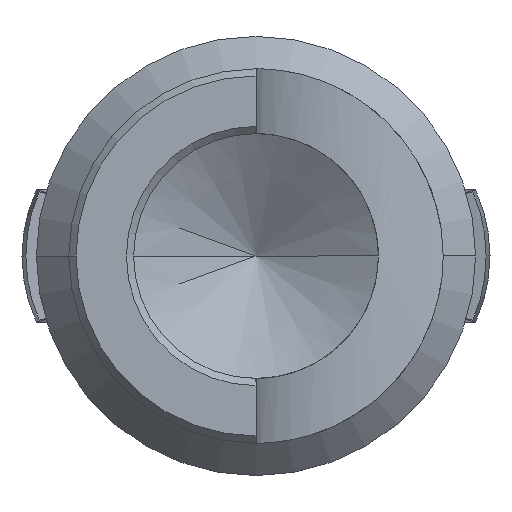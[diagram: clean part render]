
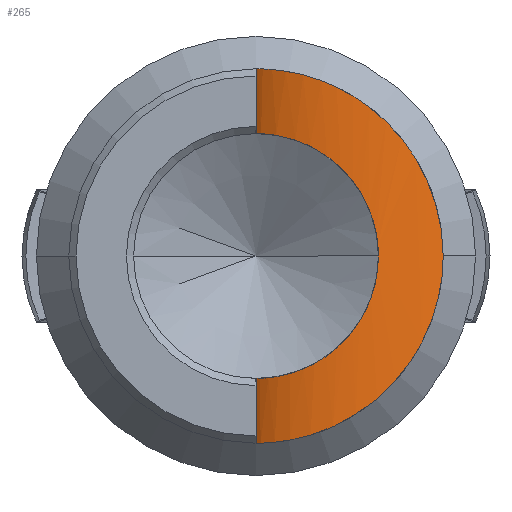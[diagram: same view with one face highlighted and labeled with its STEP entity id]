
A CAD part, front view. The second image highlights one B-rep face of the part: STEP entity #265.
In plain terms, the highlighted cylindrical face has radius 1.27 mm (diameter 2.54 mm), a partial arc.
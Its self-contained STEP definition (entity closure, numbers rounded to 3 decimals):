
#69 = CARTESIAN_POINT ( 'NONE',  ( 0., 0.782, 0.432 ) ) ;
#99 = CARTESIAN_POINT ( 'NONE',  ( 0.209, 1.489, 0.382 ) ) ;
#220 = CARTESIAN_POINT ( 'NONE',  ( 0.024, 1.067, 0.662 ) ) ;
#265 = ADVANCED_FACE ( 'NONE', ( #1162 ), #2782, .F. ) ;
#436 = CARTESIAN_POINT ( 'NONE',  ( 0.358, 1.667, 0.245 ) ) ;
#457 = DIRECTION ( 'NONE',  ( 1., 0., 0. ) ) ;
#488 = CARTESIAN_POINT ( 'NONE',  ( 0.432, 1.736, -0.054 ) ) ;
#540 = EDGE_CURVE ( 'NONE', #742, #3229, #1429, .T. ) ;
#564 = CARTESIAN_POINT ( 'NONE',  ( 0.187, 1.46, 0.64 ) ) ;
#742 = VERTEX_POINT ( 'NONE', #3055 ) ;
#780 = CARTESIAN_POINT ( 'NONE',  ( 0.421, 1.727, 0.108 ) ) ;
#801 = VECTOR ( 'NONE', #2884, 1000. ) ;
#838 = CARTESIAN_POINT ( 'NONE',  ( 0.384, 1.693, -0.203 ) ) ;
#852 = CARTESIAN_POINT ( 'NONE',  ( 0.117, 1.334, -0.652 ) ) ;
#869 = CARTESIAN_POINT ( 'NONE',  ( 0.432, 1.736, 0. ) ) ;
#886 = EDGE_CURVE ( 'NONE', #3943, #2567, #3521, .T. ) ;
#912 = CARTESIAN_POINT ( 'NONE',  ( 0.456, 1.762, 0.495 ) ) ;
#983 = B_SPLINE_CURVE_WITH_KNOTS ( 'NONE', 3,
 ( #1092, #3827, #1794, #4156, #2133, #99, #2483, #436, #2820, #780, #3162, #1108 ),
 .UNSPECIFIED., .F., .F.,
 ( 4, 2, 2, 2, 2, 4 ),
 ( 0., 0., 0.001, 0.001, 0.001, 0.001 ),
 .UNSPECIFIED. ) ;
#1092 = CARTESIAN_POINT ( 'NONE',  ( 0., 0.782, 0.432 ) ) ;
#1108 = CARTESIAN_POINT ( 'NONE',  ( 0.432, 1.736, 0. ) ) ;
#1148 = CARTESIAN_POINT ( 'NONE',  ( 0., 0.782, -0.66 ) ) ;
#1162 = FACE_OUTER_BOUND ( 'NONE', #2930, .T. ) ;
#1164 = CARTESIAN_POINT ( 'NONE',  ( 0., 0.782, -0.432 ) ) ;
#1169 = CARTESIAN_POINT ( 'NONE',  ( 0.273, 1.573, -0.346 ) ) ;
#1178 = CARTESIAN_POINT ( 'NONE',  ( 0.356, 1.674, -0.564 ) ) ;
#1239 = CARTESIAN_POINT ( 'NONE',  ( 0.66, 1.896, 0. ) ) ;
#1384 = VECTOR ( 'NONE', #1758, 1000. ) ;
#1405 = ORIENTED_EDGE ( 'NONE', *, *, #3064, .T. ) ;
#1429 = B_SPLINE_CURVE_WITH_KNOTS ( 'NONE', 3,
 ( #1239, #3631, #3289, #912, #2952, #564, #2614, #220, #2269, #4277 ),
 .UNSPECIFIED., .F., .F.,
 ( 4, 2, 2, 2, 4 ),
 ( 0.002, 0.002, 0.003, 0.003, 0.003 ),
 .UNSPECIFIED. ) ;
#1483 = LINE ( 'NONE', #4116, #1384 ) ;
#1493 = CARTESIAN_POINT ( 'NONE',  ( 1.27, 0.782, -0.775 ) ) ;
#1521 = CARTESIAN_POINT ( 'NONE',  ( 0.108, 1.305, -0.422 ) ) ;
#1526 = CARTESIAN_POINT ( 'NONE',  ( 0., 0.782, -0.775 ) ) ;
#1536 = CARTESIAN_POINT ( 'NONE',  ( 0.611, 1.872, -0.283 ) ) ;
#1635 = AXIS2_PLACEMENT_3D ( 'NONE', #1493, #1832, #457 ) ;
#1757 = EDGE_CURVE ( 'NONE', #2992, #3229, #1483, .T. ) ;
#1758 = DIRECTION ( 'NONE',  ( 0., 0., 1. ) ) ;
#1794 = CARTESIAN_POINT ( 'NONE',  ( 0.014, 0.996, 0.432 ) ) ;
#1832 = DIRECTION ( 'NONE',  ( 0., 0., 1. ) ) ;
#1862 = CARTESIAN_POINT ( 'NONE',  ( 0.014, 0.998, -0.432 ) ) ;
#1875 = CARTESIAN_POINT ( 'NONE',  ( 0.66, 1.896, 0. ) ) ;
#2133 = CARTESIAN_POINT ( 'NONE',  ( 0.107, 1.304, 0.422 ) ) ;
#2189 = CARTESIAN_POINT ( 'NONE',  ( 0., 0.782, 0.66 ) ) ;
#2206 = CARTESIAN_POINT ( 'NONE',  ( 0., 0.782, -0.432 ) ) ;
#2269 = CARTESIAN_POINT ( 'NONE',  ( 0., 0.925, 0.66 ) ) ;
#2483 = CARTESIAN_POINT ( 'NONE',  ( 0.273, 1.574, 0.345 ) ) ;
#2537 = CARTESIAN_POINT ( 'NONE',  ( 0.432, 1.736, 0. ) ) ;
#2567 = VERTEX_POINT ( 'NONE', #1164 ) ;
#2614 = CARTESIAN_POINT ( 'NONE',  ( 0.117, 1.333, 0.652 ) ) ;
#2670 = ORIENTED_EDGE ( 'NONE', *, *, #886, .F. ) ;
#2715 = B_SPLINE_CURVE_WITH_KNOTS ( 'NONE', 3,
 ( #1148, #3208, #2892, #852, #3231, #1178, #3577, #1536, #3903, #1875 ),
 .UNSPECIFIED., .F., .F.,
 ( 4, 2, 2, 2, 4 ),
 ( 0., 0., 0.001, 0.001, 0.002 ),
 .UNSPECIFIED. ) ;
#2782 = CYLINDRICAL_SURFACE ( 'NONE', #1635, 1.27 ) ;
#2820 = CARTESIAN_POINT ( 'NONE',  ( 0.384, 1.693, 0.203 ) ) ;
#2877 = CARTESIAN_POINT ( 'NONE',  ( 0.421, 1.727, -0.108 ) ) ;
#2884 = DIRECTION ( 'NONE',  ( 0., 0., 1. ) ) ;
#2892 = CARTESIAN_POINT ( 'NONE',  ( 0.023, 1.064, -0.662 ) ) ;
#2930 = EDGE_LOOP ( 'NONE', ( #3847, #3809, #3190, #1405, #3961, #2670 ) ) ;
#2952 = CARTESIAN_POINT ( 'NONE',  ( 0.356, 1.674, 0.564 ) ) ;
#2992 = VERTEX_POINT ( 'NONE', #69 ) ;
#3055 = CARTESIAN_POINT ( 'NONE',  ( 0.66, 1.896, 0. ) ) ;
#3064 = EDGE_CURVE ( 'NONE', #2992, #4213, #983, .T. ) ;
#3067 = CARTESIAN_POINT ( 'NONE',  ( 0., 0.782, -0.66 ) ) ;
#3162 = CARTESIAN_POINT ( 'NONE',  ( 0.432, 1.736, 0.054 ) ) ;
#3190 = ORIENTED_EDGE ( 'NONE', *, *, #1757, .F. ) ;
#3208 = CARTESIAN_POINT ( 'NONE',  ( 0., 0.925, -0.66 ) ) ;
#3218 = CARTESIAN_POINT ( 'NONE',  ( 0.358, 1.668, -0.245 ) ) ;
#3229 = VERTEX_POINT ( 'NONE', #2189 ) ;
#3231 = CARTESIAN_POINT ( 'NONE',  ( 0.187, 1.459, -0.64 ) ) ;
#3289 = CARTESIAN_POINT ( 'NONE',  ( 0.61, 1.872, 0.284 ) ) ;
#3505 = B_SPLINE_CURVE_WITH_KNOTS ( 'NONE', 3,
 ( #2537, #488, #2877, #838, #3218, #1169, #3563, #1521, #3895, #1862, #4220, #2206 ),
 .UNSPECIFIED., .F., .F.,
 ( 4, 2, 2, 2, 2, 4 ),
 ( 0.001, 0.001, 0.002, 0.002, 0.002, 0.003 ),
 .UNSPECIFIED. ) ;
#3521 = LINE ( 'NONE', #1526, #801 ) ;
#3563 = CARTESIAN_POINT ( 'NONE',  ( 0.209, 1.489, -0.382 ) ) ;
#3577 = CARTESIAN_POINT ( 'NONE',  ( 0.456, 1.761, -0.496 ) ) ;
#3631 = CARTESIAN_POINT ( 'NONE',  ( 0.66, 1.896, 0.142 ) ) ;
#3809 = ORIENTED_EDGE ( 'NONE', *, *, #540, .T. ) ;
#3827 = CARTESIAN_POINT ( 'NONE',  ( 0., 0.89, 0.432 ) ) ;
#3847 = ORIENTED_EDGE ( 'NONE', *, *, #4173, .T. ) ;
#3895 = CARTESIAN_POINT ( 'NONE',  ( 0.067, 1.204, -0.427 ) ) ;
#3903 = CARTESIAN_POINT ( 'NONE',  ( 0.66, 1.896, -0.142 ) ) ;
#3943 = VERTEX_POINT ( 'NONE', #3067 ) ;
#3961 = ORIENTED_EDGE ( 'NONE', *, *, #4170, .T. ) ;
#4116 = CARTESIAN_POINT ( 'NONE',  ( 0., 0.782, -0.775 ) ) ;
#4156 = CARTESIAN_POINT ( 'NONE',  ( 0.067, 1.203, 0.427 ) ) ;
#4170 = EDGE_CURVE ( 'NONE', #4213, #2567, #3505, .T. ) ;
#4173 = EDGE_CURVE ( 'NONE', #3943, #742, #2715, .T. ) ;
#4213 = VERTEX_POINT ( 'NONE', #869 ) ;
#4220 = CARTESIAN_POINT ( 'NONE',  ( 0., 0.89, -0.432 ) ) ;
#4277 = CARTESIAN_POINT ( 'NONE',  ( 0., 0.782, 0.66 ) ) ;
